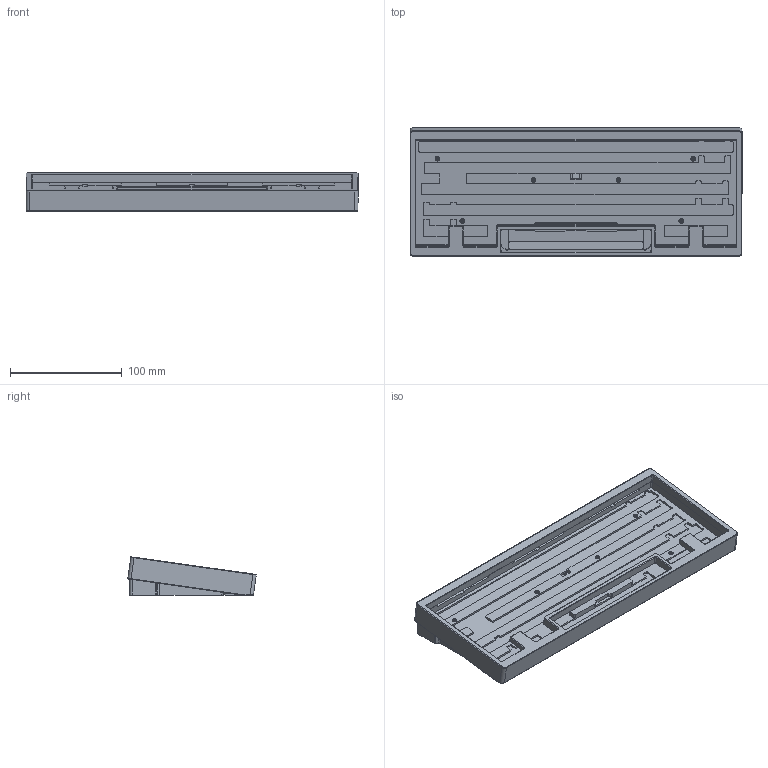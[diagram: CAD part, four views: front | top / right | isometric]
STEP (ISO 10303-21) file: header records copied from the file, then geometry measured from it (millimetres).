
FILE_DESCRIPTION(/* description */ (''),/* implementation_level */ '2;1');
FILE_NAME(/* name */ 'assembly.step',/* time_stamp */ '2024-10-05T17:20:23+08:00',/* author */ (''),/* organization */ (''),/* preprocessor_version */ 'ST-DEVELOPER v20',/* originating_system */ 'Autodesk Translation Framework v13.20.0.188',/* authorisation */ '');
FILE_SCHEMA (('AUTOMOTIVE_DESIGN { 1 0 10303 214 3 1 1 }'));
Length unit declared in the file: millimetre
Products named in the file (6): assembly; top_case_wkl; bottom_case; mid_frame; Hexagon Socket Head Cap Screw ISO 4762 - M2 x 4 Steel 4.6 Plain v1; Hexagon Socket Head Cap Screw ISO 4762 - M2 x 6 Steel 4.6 Plain v1
Assembly tree (17 placements, depth 2):
  assembly
    top_case_wkl
    bottom_case
    mid_frame
    Hexagon Socket Head Cap Screw ISO 4762 - M2 x 4 Steel 4.6 Plain v1  x6
    Hexagon Socket Head Cap Screw ISO 4762 - M2 x 6 Steel 4.6 Plain v1  x8
Bounding box: 296.75 x 114.85 x 34.21 mm (x, y, z)
Volume: 427188.2 mm3; surface area: 202457.5 mm2
Topology: 17 solids, 17 shells, 807 faces, 1876 edges, 1179 vertices
Faces by surface type: plane 498, cylinder 253, cone 34, torus 20, bspline 2
Full cylindrical faces by diameter (mm): 1.623 x24, 1.933 x14, 2.1 x14, 3.8 x14, 4.2 x6, 4.4 x8, 10 x4
Entity records: 17843 total; most frequent: DIRECTION 3157, CARTESIAN_POINT 3069, ORIENTED_EDGE 2936, EDGE_CURVE 1468, AXIS2_PLACEMENT_3D 1089, LINE 979, VECTOR 979, VERTEX_POINT 951
